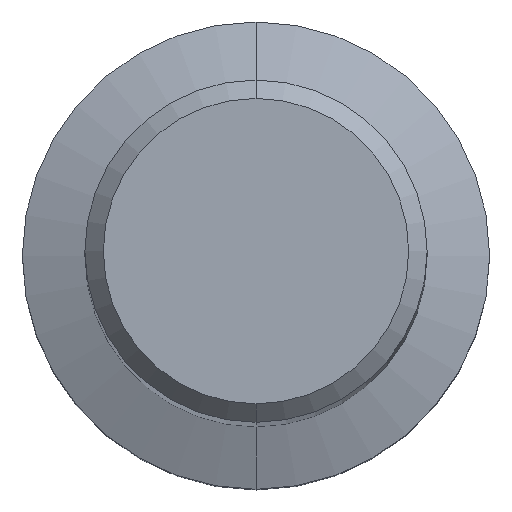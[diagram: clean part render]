
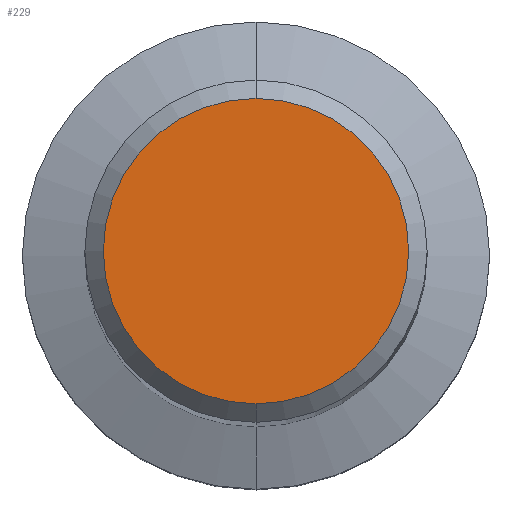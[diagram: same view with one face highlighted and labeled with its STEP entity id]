
A CAD part, top view. The second image highlights one B-rep face of the part: STEP entity #229.
In plain terms, the highlighted planar face has unit normal (0, 0, 1).
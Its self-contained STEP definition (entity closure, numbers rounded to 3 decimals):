
#229=ADVANCED_FACE('',(#442),#443,.T.);
#233=EDGE_CURVE('',#239,#245,#447,.T.);
#239=VERTEX_POINT('',#455);
#245=VERTEX_POINT('',#462);
#293=EDGE_CURVE('',#245,#239,#516,.T.);
#442=FACE_OUTER_BOUND('',#692,.T.);
#443=PLANE('',#693);
#447=CIRCLE('',#698,4.15);
#455=CARTESIAN_POINT('',(0.0,4.15,0.0));
#462=CARTESIAN_POINT('',(0.,-4.15,0.0));
#516=CIRCLE('',#784,4.15);
#692=EDGE_LOOP('',(#961,#962));
#693=AXIS2_PLACEMENT_3D('',#963,#964,#965);
#698=AXIS2_PLACEMENT_3D('',#966,#967,#968);
#784=AXIS2_PLACEMENT_3D('',#1055,#1056,#1057);
#961=ORIENTED_EDGE('',*,*,#233,.F.);
#962=ORIENTED_EDGE('',*,*,#293,.F.);
#963=CARTESIAN_POINT('',(0.0,2.075,0.0));
#964=DIRECTION('',(-0.0,0.0,1.0));
#965=DIRECTION('',(0.0,-1.0,0.0));
#966=CARTESIAN_POINT('',(0.0,0.0,0.0));
#967=DIRECTION('',(0.0,0.0,-1.0));
#968=DIRECTION('',(0.0,1.0,0.0));
#1055=CARTESIAN_POINT('',(0.0,0.0,0.0));
#1056=DIRECTION('',(0.0,0.0,-1.0));
#1057=DIRECTION('',(0.0,1.0,0.0));
